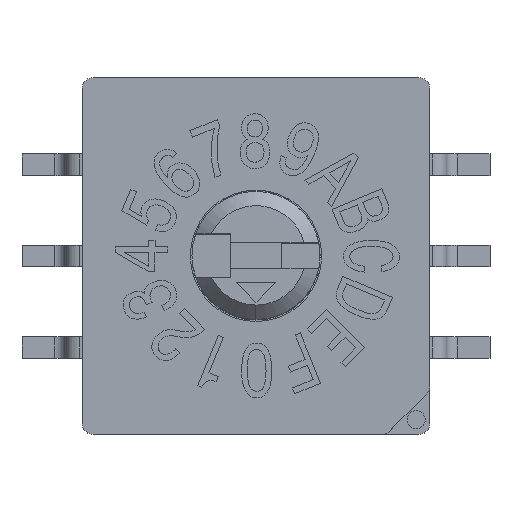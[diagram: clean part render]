
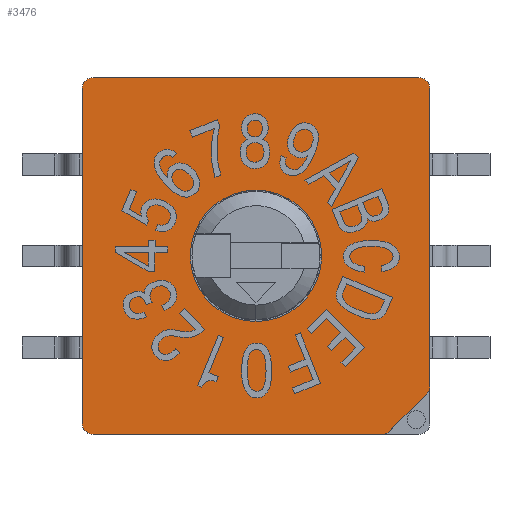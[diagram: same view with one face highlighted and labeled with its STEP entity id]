
A CAD part, top view. The second image highlights one B-rep face of the part: STEP entity #3476.
In plain terms, the highlighted face is planar.
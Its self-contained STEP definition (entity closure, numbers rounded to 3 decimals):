
#3332 = VERTEX_POINT ( 'NONE', #17940 ) ;
#3334 = EDGE_CURVE ( 'NONE', #3335, #3332, #17938, .T. ) ;
#3335 = VERTEX_POINT ( 'NONE', #17933 ) ;
#3457 = VERTEX_POINT ( 'NONE', #18318 ) ;
#3458 = ORIENTED_EDGE ( 'NONE', *, *, #3459, .T. ) ;
#3459 = EDGE_CURVE ( 'NONE', #3457, #3460, #18312, .T. ) ;
#3460 = VERTEX_POINT ( 'NONE', #18314 ) ;
#3461 = ORIENTED_EDGE ( 'NONE', *, *, #3462, .F. ) ;
#3462 = EDGE_CURVE ( 'NONE', #3463, #3460, #18427, .T. ) ;
#3463 = VERTEX_POINT ( 'NONE', #18423 ) ;
#3464 = ORIENTED_EDGE ( 'NONE', *, *, #3465, .T. ) ;
#3465 = EDGE_CURVE ( 'NONE', #3463, #3466, #18422, .T. ) ;
#3466 = VERTEX_POINT ( 'NONE', #18417 ) ;
#3467 = ORIENTED_EDGE ( 'NONE', *, *, #3526, .F. ) ;
#3476 = ADVANCED_FACE ( 'NONE', ( #18385, #18383 ), #18381, .F. ) ;
#3477 = EDGE_LOOP ( 'NONE', ( #3478, #3482, #3543, #3458, #3461, #3464, #3467, #3528, #3531, #3534 ) ) ;
#3478 = ORIENTED_EDGE ( 'NONE', *, *, #3479, .F. ) ;
#3479 = EDGE_CURVE ( 'NONE', #3480, #3481, #18490, .T. ) ;
#3480 = VERTEX_POINT ( 'NONE', #18483 ) ;
#3481 = VERTEX_POINT ( 'NONE', #18481 ) ;
#3482 = ORIENTED_EDGE ( 'NONE', *, *, #3541, .T. ) ;
#3526 = EDGE_CURVE ( 'NONE', #3527, #3466, #18574, .T. ) ;
#3527 = VERTEX_POINT ( 'NONE', #18568 ) ;
#3528 = ORIENTED_EDGE ( 'NONE', *, *, #3529, .T. ) ;
#3529 = EDGE_CURVE ( 'NONE', #3527, #3530, #18564, .T. ) ;
#3530 = VERTEX_POINT ( 'NONE', #18556 ) ;
#3531 = ORIENTED_EDGE ( 'NONE', *, *, #3532, .F. ) ;
#3532 = EDGE_CURVE ( 'NONE', #3533, #3530, #18553, .T. ) ;
#3533 = VERTEX_POINT ( 'NONE', #18661 ) ;
#3534 = ORIENTED_EDGE ( 'NONE', *, *, #3535, .T. ) ;
#3535 = EDGE_CURVE ( 'NONE', #3533, #3481, #18657, .T. ) ;
#3536 = EDGE_LOOP ( 'NONE', ( #3537, #3538 ) ) ;
#3537 = ORIENTED_EDGE ( 'NONE', *, *, #3334, .T. ) ;
#3538 = ORIENTED_EDGE ( 'NONE', *, *, #3539, .T. ) ;
#3539 = EDGE_CURVE ( 'NONE', #3332, #3335, #18647, .T. ) ;
#3541 = EDGE_CURVE ( 'NONE', #3480, #3542, #18635, .T. ) ;
#3542 = VERTEX_POINT ( 'NONE', #18627 ) ;
#3543 = ORIENTED_EDGE ( 'NONE', *, *, #3544, .F. ) ;
#3544 = EDGE_CURVE ( 'NONE', #3457, #3542, #18626, .T. ) ;
#17474 = DIRECTION ( 'NONE',  ( 0., 0., 1. ) ) ;
#17927 = DIRECTION ( 'NONE',  ( 1., 0., 0. ) ) ;
#17933 = CARTESIAN_POINT ( 'NONE',  ( -1.825, 0., 0. ) ) ;
#17934 = DIRECTION ( 'NONE',  ( 1., 0., 0. ) ) ;
#17935 = DIRECTION ( 'NONE',  ( 0., 0., 1. ) ) ;
#17936 = CARTESIAN_POINT ( 'NONE',  ( 0., 0., 0. ) ) ;
#17937 = AXIS2_PLACEMENT_3D ( 'NONE', #17936, #17935, #17934 ) ;
#17938 = CIRCLE ( 'NONE', #17937, 1.825 ) ;
#17940 = CARTESIAN_POINT ( 'NONE',  ( 1.825, 0., 0. ) ) ;
#18306 = DIRECTION ( 'NONE',  ( 1., 0., 0. ) ) ;
#18308 = DIRECTION ( 'NONE',  ( 0., 0., -1. ) ) ;
#18310 = CARTESIAN_POINT ( 'NONE',  ( -4.525, -3.631, 0. ) ) ;
#18311 = AXIS2_PLACEMENT_3D ( 'NONE', #18310, #18308, #18306 ) ;
#18312 = CIRCLE ( 'NONE', #18311, 0.3 ) ;
#18314 = CARTESIAN_POINT ( 'NONE',  ( -4.825, -3.631, 0. ) ) ;
#18318 = CARTESIAN_POINT ( 'NONE',  ( -4.737, -3.843, 0. ) ) ;
#18373 = CARTESIAN_POINT ( 'NONE',  ( 4.825, -4.955, 0. ) ) ;
#18375 = AXIS2_PLACEMENT_3D ( 'NONE', #18373, #17474, #17927 ) ;
#18381 = PLANE ( 'NONE',  #18375 ) ;
#18383 = FACE_BOUND ( 'NONE', #3536, .T. ) ;
#18385 = FACE_OUTER_BOUND ( 'NONE', #3477, .T. ) ;
#18417 = CARTESIAN_POINT ( 'NONE',  ( -4.525, 4.955, 0. ) ) ;
#18418 = DIRECTION ( 'NONE',  ( 1., 0., 0. ) ) ;
#18419 = DIRECTION ( 'NONE',  ( 0., 0., -1. ) ) ;
#18420 = CARTESIAN_POINT ( 'NONE',  ( -4.525, 4.655, 0. ) ) ;
#18421 = AXIS2_PLACEMENT_3D ( 'NONE', #18420, #18419, #18418 ) ;
#18422 = CIRCLE ( 'NONE', #18421, 0.3 ) ;
#18423 = CARTESIAN_POINT ( 'NONE',  ( -4.825, 4.655, 0. ) ) ;
#18424 = DIRECTION ( 'NONE',  ( 0., -1., 0. ) ) ;
#18425 = VECTOR ( 'NONE', #18424, 1000. ) ;
#18426 = CARTESIAN_POINT ( 'NONE',  ( -4.825, 4.955, 0. ) ) ;
#18427 = LINE ( 'NONE', #18426, #18425 ) ;
#18481 = CARTESIAN_POINT ( 'NONE',  ( 4.525, -4.955, 0. ) ) ;
#18483 = CARTESIAN_POINT ( 'NONE',  ( -3.501, -4.955, 0. ) ) ;
#18485 = DIRECTION ( 'NONE',  ( 1., 0., 0. ) ) ;
#18486 = VECTOR ( 'NONE', #18485, 1000. ) ;
#18488 = CARTESIAN_POINT ( 'NONE',  ( -4.825, -4.955, 0. ) ) ;
#18490 = LINE ( 'NONE', #18488, #18486 ) ;
#18548 = DIRECTION ( 'NONE',  ( 0., 1., 0. ) ) ;
#18549 = VECTOR ( 'NONE', #18548, 1000. ) ;
#18551 = CARTESIAN_POINT ( 'NONE',  ( 4.825, 4.955, 0. ) ) ;
#18553 = LINE ( 'NONE', #18551, #18549 ) ;
#18556 = CARTESIAN_POINT ( 'NONE',  ( 4.825, 4.655, 0. ) ) ;
#18558 = DIRECTION ( 'NONE',  ( 1., 0., 0. ) ) ;
#18560 = DIRECTION ( 'NONE',  ( 0., 0., -1. ) ) ;
#18561 = CARTESIAN_POINT ( 'NONE',  ( 4.525, 4.655, 0. ) ) ;
#18562 = AXIS2_PLACEMENT_3D ( 'NONE', #18561, #18560, #18558 ) ;
#18564 = CIRCLE ( 'NONE', #18562, 0.3 ) ;
#18568 = CARTESIAN_POINT ( 'NONE',  ( 4.525, 4.955, 0. ) ) ;
#18570 = DIRECTION ( 'NONE',  ( -1., 0., 0. ) ) ;
#18572 = VECTOR ( 'NONE', #18570, 1000. ) ;
#18573 = CARTESIAN_POINT ( 'NONE',  ( -4.825, 4.955, 0. ) ) ;
#18574 = LINE ( 'NONE', #18573, #18572 ) ;
#18623 = DIRECTION ( 'NONE',  ( 0.707, -0.707, 0. ) ) ;
#18624 = VECTOR ( 'NONE', #18623, 1000. ) ;
#18625 = CARTESIAN_POINT ( 'NONE',  ( -4.825, -3.755, 0. ) ) ;
#18626 = LINE ( 'NONE', #18625, #18624 ) ;
#18627 = CARTESIAN_POINT ( 'NONE',  ( -3.713, -4.867, 0. ) ) ;
#18628 = DIRECTION ( 'NONE',  ( 1., 0., 0. ) ) ;
#18630 = DIRECTION ( 'NONE',  ( 0., 0., -1. ) ) ;
#18632 = CARTESIAN_POINT ( 'NONE',  ( -3.501, -4.655, 0. ) ) ;
#18633 = AXIS2_PLACEMENT_3D ( 'NONE', #18632, #18630, #18628 ) ;
#18635 = CIRCLE ( 'NONE', #18633, 0.3 ) ;
#18641 = DIRECTION ( 'NONE',  ( 1., 0., 0. ) ) ;
#18642 = DIRECTION ( 'NONE',  ( 0., 0., 1. ) ) ;
#18644 = CARTESIAN_POINT ( 'NONE',  ( 0., 0., 0. ) ) ;
#18646 = AXIS2_PLACEMENT_3D ( 'NONE', #18644, #18642, #18641 ) ;
#18647 = CIRCLE ( 'NONE', #18646, 1.825 ) ;
#18651 = DIRECTION ( 'NONE',  ( 1., 0., 0. ) ) ;
#18653 = DIRECTION ( 'NONE',  ( 0., 0., -1. ) ) ;
#18654 = CARTESIAN_POINT ( 'NONE',  ( 4.525, -4.655, 0. ) ) ;
#18656 = AXIS2_PLACEMENT_3D ( 'NONE', #18654, #18653, #18651 ) ;
#18657 = CIRCLE ( 'NONE', #18656, 0.3 ) ;
#18661 = CARTESIAN_POINT ( 'NONE',  ( 4.825, -4.655, 0. ) ) ;
